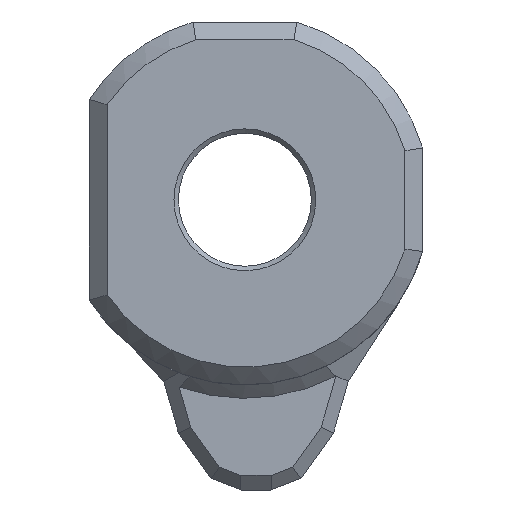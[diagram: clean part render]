
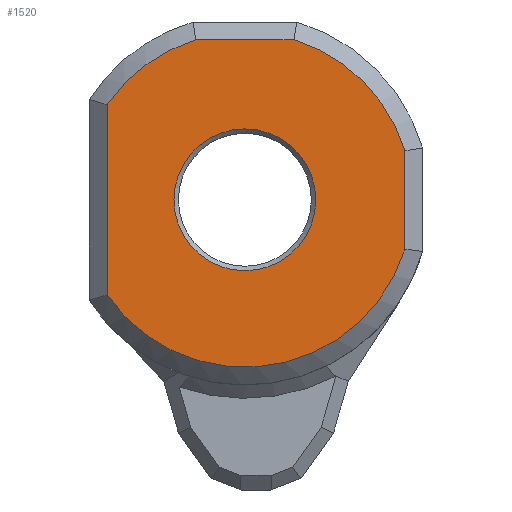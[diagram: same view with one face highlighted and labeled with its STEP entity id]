
A CAD part, front view. The second image highlights one B-rep face of the part: STEP entity #1520.
In plain terms, the highlighted planar face has unit normal (0, -1, 0).
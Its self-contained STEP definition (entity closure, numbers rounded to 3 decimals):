
#71=FACE_BOUND('',#280,.T.);
#118=CIRCLE('',#1661,3.766);
#119=CIRCLE('',#1664,3.766);
#120=CIRCLE('',#1666,3.766);
#121=CIRCLE('',#1668,1.595);
#187=FACE_OUTER_BOUND('',#279,.T.);
#279=EDGE_LOOP('',(#1247,#1248,#1249,#1250,#1251,#1252));
#280=EDGE_LOOP('',(#1253));
#420=LINE('',#2506,#557);
#421=LINE('',#2518,#558);
#422=LINE('',#2532,#559);
#557=VECTOR('',#2009,10.);
#558=VECTOR('',#2012,10.);
#559=VECTOR('',#2019,10.);
#696=VERTEX_POINT('',#2500);
#697=VERTEX_POINT('',#2505);
#698=VERTEX_POINT('',#2512);
#699=VERTEX_POINT('',#2517);
#700=VERTEX_POINT('',#2524);
#701=VERTEX_POINT('',#2531);
#702=VERTEX_POINT('',#2542);
#884=EDGE_CURVE('',#696,#697,#420,.T.);
#887=EDGE_CURVE('',#698,#699,#421,.T.);
#889=EDGE_CURVE('',#700,#698,#118,.T.);
#891=EDGE_CURVE('',#701,#700,#422,.T.);
#893=EDGE_CURVE('',#699,#696,#119,.T.);
#894=EDGE_CURVE('',#697,#701,#120,.T.);
#895=EDGE_CURVE('',#702,#702,#121,.T.);
#1247=ORIENTED_EDGE('',*,*,#887,.F.);
#1248=ORIENTED_EDGE('',*,*,#889,.F.);
#1249=ORIENTED_EDGE('',*,*,#891,.F.);
#1250=ORIENTED_EDGE('',*,*,#894,.F.);
#1251=ORIENTED_EDGE('',*,*,#884,.F.);
#1252=ORIENTED_EDGE('',*,*,#893,.F.);
#1253=ORIENTED_EDGE('',*,*,#895,.F.);
#1441=PLANE('',#1667);
#1520=ADVANCED_FACE('',(#187,#71),#1441,.T.);
#1661=AXIS2_PLACEMENT_3D('',#2525,#2015,#2016);
#1664=AXIS2_PLACEMENT_3D('',#2538,#2022,#2023);
#1666=AXIS2_PLACEMENT_3D('',#2540,#2026,#2027);
#1667=AXIS2_PLACEMENT_3D('',#2541,#2028,#2029);
#1668=AXIS2_PLACEMENT_3D('',#2543,#2030,#2031);
#2009=DIRECTION('',(1.,0.,0.));
#2012=DIRECTION('',(0.,0.,1.));
#2015=DIRECTION('center_axis',(0.,1.,0.));
#2016=DIRECTION('ref_axis',(1.,0.,0.));
#2019=DIRECTION('',(0.,0.,-1.));
#2022=DIRECTION('center_axis',(0.,1.,0.));
#2023=DIRECTION('ref_axis',(-1.,0.,0.));
#2026=DIRECTION('center_axis',(0.,1.,0.));
#2027=DIRECTION('ref_axis',(1.,0.,0.));
#2028=DIRECTION('center_axis',(0.,-1.,0.));
#2029=DIRECTION('ref_axis',(0.,0.,-1.));
#2030=DIRECTION('center_axis',(0.,-1.,0.));
#2031=DIRECTION('ref_axis',(1.,0.,0.));
#2500=CARTESIAN_POINT('',(-0.856,0.1,5.35));
#2505=CARTESIAN_POINT('',(1.356,0.1,5.35));
#2506=CARTESIAN_POINT('',(2.125,0.1,5.35));
#2512=CARTESIAN_POINT('',(-2.85,0.1,-0.388));
#2517=CARTESIAN_POINT('',(-2.85,0.1,3.888));
#2518=CARTESIAN_POINT('',(-2.85,0.1,-1.561));
#2524=CARTESIAN_POINT('',(3.85,0.1,0.644));
#2525=CARTESIAN_POINT('Origin',(0.25,0.1,1.75));
#2531=CARTESIAN_POINT('',(3.85,0.1,2.856));
#2532=CARTESIAN_POINT('',(3.85,0.1,-2.875));
#2538=CARTESIAN_POINT('Origin',(0.25,0.1,1.75));
#2540=CARTESIAN_POINT('Origin',(0.25,0.1,1.75));
#2541=CARTESIAN_POINT('Origin',(0.,0.1,0.));
#2542=CARTESIAN_POINT('',(-1.345,0.1,1.75));
#2543=CARTESIAN_POINT('Origin',(0.25,0.1,1.75));
